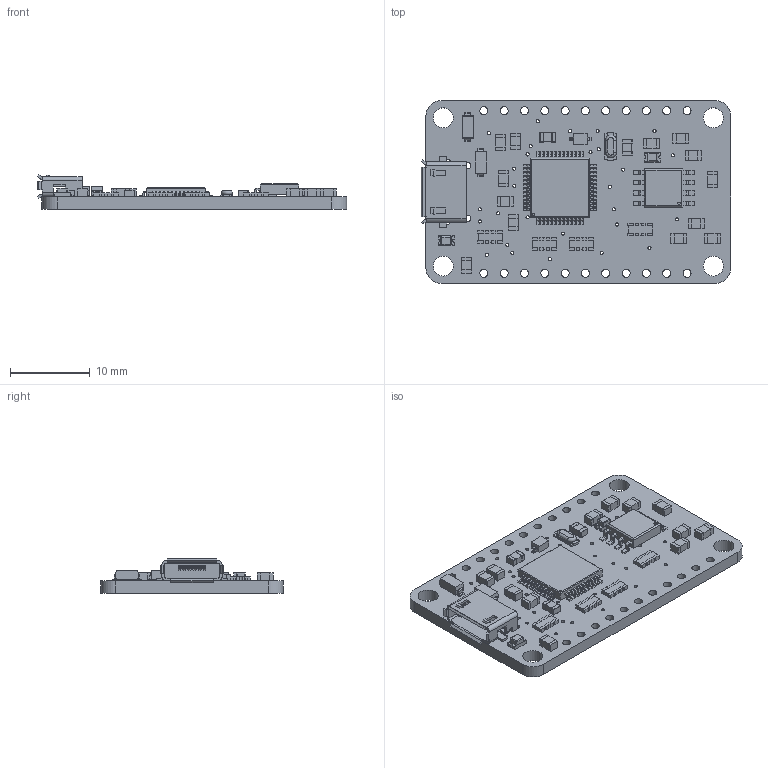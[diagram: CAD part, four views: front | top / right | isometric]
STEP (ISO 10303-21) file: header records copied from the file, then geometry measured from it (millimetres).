
FILE_DESCRIPTION(/* description */ (''),/* implementation_level */ '2;1');
FILE_NAME(/* name */ 'Adafruit EZ-SFX Mini.step',/* time_stamp */ '2020-03-20T12:11:54-04:00',/* author */ (''),/* organization */ (''),/* preprocessor_version */ 'ST-DEVELOPER v18',/* originating_system */ 'Autodesk Translation Framework v8.12.0.6',/* authorisation */ '');
FILE_SCHEMA (('AUTOMOTIVE_DESIGN { 1 0 10303 214 3 1 1 }'));
Length unit declared in the file: millimetre
Products named in the file (14): Adafruit EZ-SFX Mini; PCB Component; Board;  MX25L1606; Micro B; 470; 1M; 10uF; VS1000; 1N4148; 100K; RED; 12MHz; MBR120
Assembly tree (30 placements, depth 3):
  Adafruit EZ-SFX Mini
    PCB Component
      Board
       MX25L1606
      Micro B
      470  x12
      1M
      10uF  x2
      VS1000
      1N4148
      100K  x4
      RED  x2
      12MHz
      MBR120  x2
Bounding box: 38.68 x 22.86 x 4.34 mm (x, y, z)
Volume: 1498.9 mm3; surface area: 3032.9 mm2
Topology: 35 solids, 35 shells, 1978 faces, 5424 edges, 3498 vertices
Faces by surface type: plane 1435, cylinder 485, sphere 56, torus 2
Full cylindrical faces by diameter (mm): 0.3 x2, 0.394 x41, 0.4 x4, 0.7 x2, 0.8 x2, 1 x22, 2.5 x4
Entity records: 49048 total; most frequent: CARTESIAN_POINT 8299, ORIENTED_EDGE 8178, DIRECTION 8049, EDGE_CURVE 4089, LINE 3185, VECTOR 3185, VERTEX_POINT 2666, AXIS2_PLACEMENT_3D 2432
